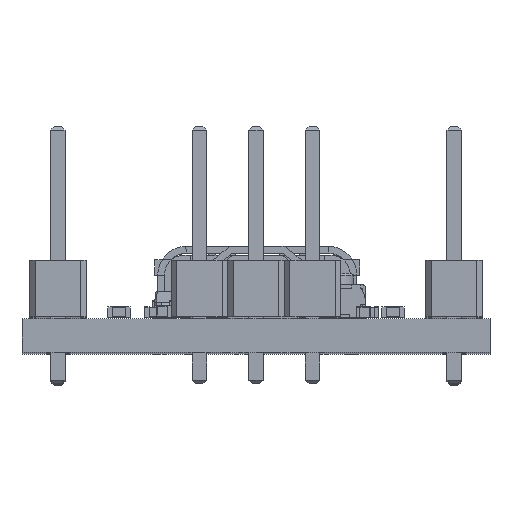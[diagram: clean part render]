
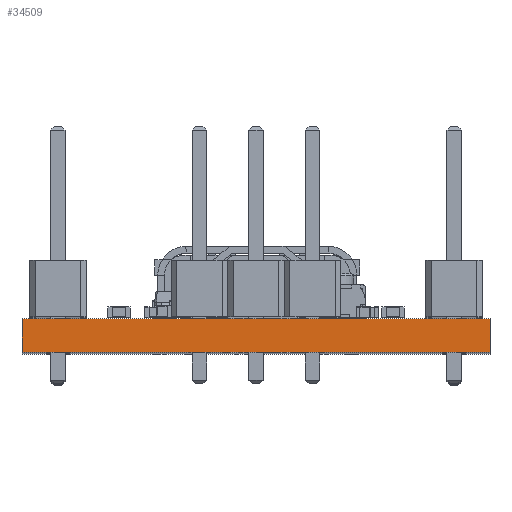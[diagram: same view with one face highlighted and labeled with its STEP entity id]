
A CAD part, top view. The second image highlights one B-rep face of the part: STEP entity #34509.
In plain terms, the highlighted planar face has unit normal (0, 0, 1).
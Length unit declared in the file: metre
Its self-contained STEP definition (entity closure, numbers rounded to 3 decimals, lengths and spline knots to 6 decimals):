
#1600=PLANE('',#40763);
#10458=ORIENTED_EDGE('',*,*,#15870,.T.);
#10459=ORIENTED_EDGE('',*,*,#15863,.T.);
#10460=ORIENTED_EDGE('',*,*,#15869,.F.);
#10461=ORIENTED_EDGE('',*,*,#15868,.F.);
#15863=EDGE_CURVE('',#19186,#19187,#23202,.T.);
#15868=EDGE_CURVE('',#19189,#19188,#23207,.T.);
#15869=EDGE_CURVE('',#19188,#19187,#23208,.T.);
#15870=EDGE_CURVE('',#19189,#19186,#23209,.T.);
#19186=VERTEX_POINT('',#58447);
#19187=VERTEX_POINT('',#58448);
#19188=VERTEX_POINT('',#58453);
#19189=VERTEX_POINT('',#58455);
#23202=LINE('',#58446,#27394);
#23207=LINE('',#58456,#27399);
#23208=LINE('',#58458,#27400);
#23209=LINE('',#58460,#27401);
#27394=VECTOR('',#48777,1.);
#27399=VECTOR('',#48784,1.);
#27400=VECTOR('',#48787,1.);
#27401=VECTOR('',#48790,1.);
#29788=EDGE_LOOP('',(#10458,#10459,#10460,#10461));
#31817=FACE_BOUND('',#29788,.T.);
#34509=ADVANCED_FACE('',(#31817),#1600,.T.);
#40763=AXIS2_PLACEMENT_3D('',#58461,#48791,#48792);
#48777=DIRECTION('',(-1.,0.,0.));
#48784=DIRECTION('',(-1.,0.,0.));
#48787=DIRECTION('',(0.,1.,0.));
#48790=DIRECTION('',(0.,1.,0.));
#48791=DIRECTION('',(0.,0.,1.));
#48792=DIRECTION('',(-1.,0.,0.));
#58446=CARTESIAN_POINT('',(0.204,0.00151,0.094));
#58447=CARTESIAN_POINT('',(0.204,0.00151,0.094));
#58448=CARTESIAN_POINT('',(0.183,0.00151,0.094));
#58453=CARTESIAN_POINT('',(0.183,0.,0.094));
#58455=CARTESIAN_POINT('',(0.204,0.,0.094));
#58456=CARTESIAN_POINT('',(0.204,0.,0.094));
#58458=CARTESIAN_POINT('',(0.183,0.,0.094));
#58460=CARTESIAN_POINT('',(0.204,0.,0.094));
#58461=CARTESIAN_POINT('',(0.204,0.,0.094));
